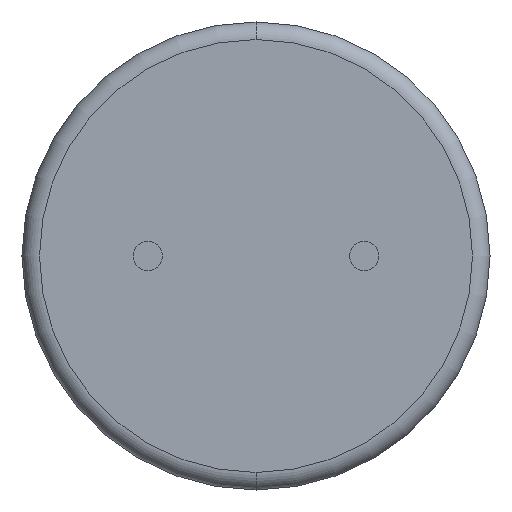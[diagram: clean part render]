
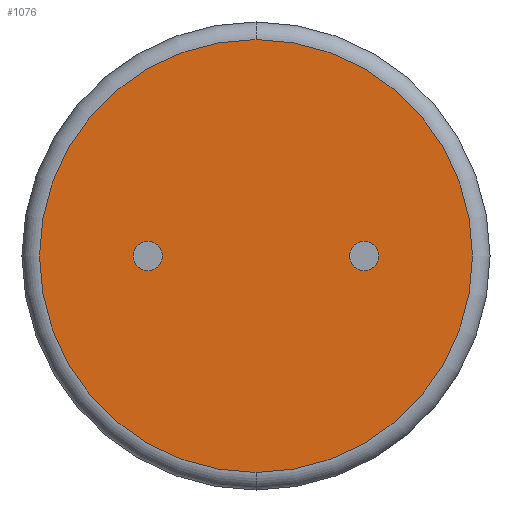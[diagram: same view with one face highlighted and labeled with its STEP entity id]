
A CAD part, front view. The second image highlights one B-rep face of the part: STEP entity #1076.
In plain terms, the highlighted planar face has unit normal (0, -1, 0).
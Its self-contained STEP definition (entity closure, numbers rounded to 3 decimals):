
#4 = ORIENTED_EDGE ( 'NONE', *, *, #715, .F. ) ;
#15 = CIRCLE ( 'NONE', #1755, 0.25 ) ;
#39 = DIRECTION ( 'NONE',  ( 0., -1., 0. ) ) ;
#70 = DIRECTION ( 'NONE',  ( 0., -1., 0. ) ) ;
#71 = AXIS2_PLACEMENT_3D ( 'NONE', #1472, #1783, #937 ) ;
#77 = CARTESIAN_POINT ( 'NONE',  ( -1.85, 0., -0.25 ) ) ;
#90 = AXIS2_PLACEMENT_3D ( 'NONE', #590, #1149, #1293 ) ;
#146 = DIRECTION ( 'NONE',  ( 0., 0., 1. ) ) ;
#177 = EDGE_LOOP ( 'NONE', ( #4, #933 ) ) ;
#189 = DIRECTION ( 'NONE',  ( 0., 0., 1. ) ) ;
#207 = CARTESIAN_POINT ( 'NONE',  ( 0., 0., 0. ) ) ;
#255 = PLANE ( 'NONE',  #71 ) ;
#266 = CARTESIAN_POINT ( 'NONE',  ( 0., 0., 3.7 ) ) ;
#351 = CARTESIAN_POINT ( 'NONE',  ( -1.85, 0., 0.25 ) ) ;
#356 = ORIENTED_EDGE ( 'NONE', *, *, #1161, .T. ) ;
#361 = FACE_BOUND ( 'NONE', #919, .T. ) ;
#367 = CARTESIAN_POINT ( 'NONE',  ( -1.85, 0., 0. ) ) ;
#375 = AXIS2_PLACEMENT_3D ( 'NONE', #207, #70, #1318 ) ;
#395 = CIRCLE ( 'NONE', #1419, 0.25 ) ;
#488 = CARTESIAN_POINT ( 'NONE',  ( 1.85, 0., 0.25 ) ) ;
#493 = FACE_OUTER_BOUND ( 'NONE', #1406, .T. ) ;
#590 = CARTESIAN_POINT ( 'NONE',  ( 1.85, 0., 0. ) ) ;
#592 = DIRECTION ( 'NONE',  ( 0., -1., 0. ) ) ;
#715 = EDGE_CURVE ( 'NONE', #1654, #1353, #908, .T. ) ;
#769 = DIRECTION ( 'NONE',  ( 0., 0., 1. ) ) ;
#784 = CARTESIAN_POINT ( 'NONE',  ( 0., 0., -3.7 ) ) ;
#804 = CARTESIAN_POINT ( 'NONE',  ( 1.85, 0., -0.25 ) ) ;
#845 = ORIENTED_EDGE ( 'NONE', *, *, #1632, .F. ) ;
#878 = CIRCLE ( 'NONE', #375, 3.7 ) ;
#908 = CIRCLE ( 'NONE', #90, 0.25 ) ;
#919 = EDGE_LOOP ( 'NONE', ( #1462, #845 ) ) ;
#922 = DIRECTION ( 'NONE',  ( 0., -1., 0. ) ) ;
#933 = ORIENTED_EDGE ( 'NONE', *, *, #1524, .F. ) ;
#937 = DIRECTION ( 'NONE',  ( 0., 0., 1. ) ) ;
#967 = CARTESIAN_POINT ( 'NONE',  ( 0., 0., 0. ) ) ;
#994 = CARTESIAN_POINT ( 'NONE',  ( 1.85, 0., 0. ) ) ;
#1042 = FACE_BOUND ( 'NONE', #177, .T. ) ;
#1057 = ORIENTED_EDGE ( 'NONE', *, *, #1302, .T. ) ;
#1058 = VERTEX_POINT ( 'NONE', #784 ) ;
#1065 = VERTEX_POINT ( 'NONE', #351 ) ;
#1076 = ADVANCED_FACE ( 'NONE', ( #493, #1042, #361 ), #255, .F. ) ;
#1131 = CARTESIAN_POINT ( 'NONE',  ( -1.85, 0., 0. ) ) ;
#1149 = DIRECTION ( 'NONE',  ( 0., -1., 0. ) ) ;
#1161 = EDGE_CURVE ( 'NONE', #1358, #1058, #1371, .T. ) ;
#1260 = VERTEX_POINT ( 'NONE', #77 ) ;
#1274 = EDGE_CURVE ( 'NONE', #1065, #1260, #1704, .T. ) ;
#1293 = DIRECTION ( 'NONE',  ( 0., 0., 1. ) ) ;
#1302 = EDGE_CURVE ( 'NONE', #1058, #1358, #878, .T. ) ;
#1306 = AXIS2_PLACEMENT_3D ( 'NONE', #1131, #592, #189 ) ;
#1318 = DIRECTION ( 'NONE',  ( 0., 0., 1. ) ) ;
#1353 = VERTEX_POINT ( 'NONE', #804 ) ;
#1358 = VERTEX_POINT ( 'NONE', #266 ) ;
#1371 = CIRCLE ( 'NONE', #1616, 3.7 ) ;
#1406 = EDGE_LOOP ( 'NONE', ( #356, #1057 ) ) ;
#1419 = AXIS2_PLACEMENT_3D ( 'NONE', #994, #39, #146 ) ;
#1462 = ORIENTED_EDGE ( 'NONE', *, *, #1274, .F. ) ;
#1472 = CARTESIAN_POINT ( 'NONE',  ( 0., 0., 0. ) ) ;
#1517 = DIRECTION ( 'NONE',  ( 0., 0., 1. ) ) ;
#1524 = EDGE_CURVE ( 'NONE', #1353, #1654, #395, .T. ) ;
#1616 = AXIS2_PLACEMENT_3D ( 'NONE', #967, #1658, #1517 ) ;
#1632 = EDGE_CURVE ( 'NONE', #1260, #1065, #15, .T. ) ;
#1654 = VERTEX_POINT ( 'NONE', #488 ) ;
#1658 = DIRECTION ( 'NONE',  ( 0., -1., 0. ) ) ;
#1704 = CIRCLE ( 'NONE', #1306, 0.25 ) ;
#1755 = AXIS2_PLACEMENT_3D ( 'NONE', #367, #922, #769 ) ;
#1783 = DIRECTION ( 'NONE',  ( 0., 1., 0. ) ) ;
